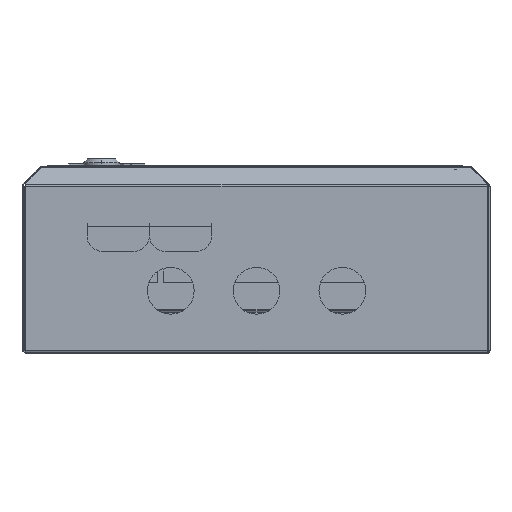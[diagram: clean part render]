
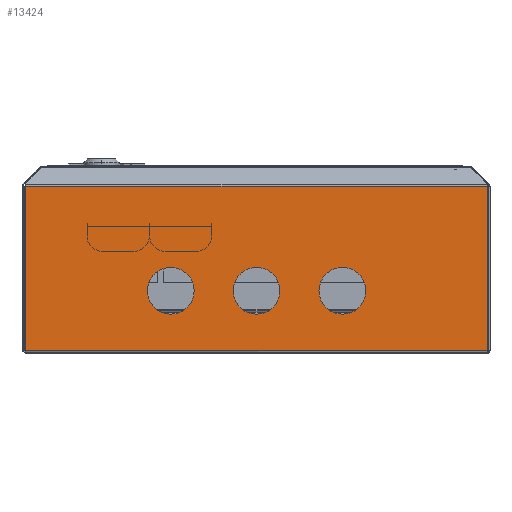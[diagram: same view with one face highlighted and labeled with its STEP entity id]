
A CAD part, front view. The second image highlights one B-rep face of the part: STEP entity #13424.
In plain terms, the highlighted planar face has unit normal (0, -1, 0).
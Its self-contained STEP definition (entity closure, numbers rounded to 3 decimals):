
#809 = ORIENTED_EDGE ( 'NONE', *, *, #7022, .F. ) ;
#1143 = DIRECTION ( 'NONE',  ( 0., 0., -1. ) ) ;
#1967 = CARTESIAN_POINT ( 'NONE',  ( -94.65, 0., 38.3 ) ) ;
#1990 = VECTOR ( 'NONE', #30694, 1000. ) ;
#2123 = CARTESIAN_POINT ( 'NONE',  ( 0., 0., 105.4 ) ) ;
#2151 = CARTESIAN_POINT ( 'NONE',  ( -164.65, 0., 38.3 ) ) ;
#2256 = CARTESIAN_POINT ( 'NONE',  ( -149.65, 0., 38.3 ) ) ;
#2532 = EDGE_CURVE ( 'NONE', #19795, #7856, #10838, .T. ) ;
#2684 = EDGE_CURVE ( 'NONE', #25654, #16516, #28824, .T. ) ;
#3194 = FACE_BOUND ( 'NONE', #12399, .T. ) ;
#3293 = CIRCLE ( 'NONE', #33200, 15. ) ;
#4264 = DIRECTION ( 'NONE',  ( 0., -1., 0. ) ) ;
#4937 = DIRECTION ( 'NONE',  ( 1., 0., 0. ) ) ;
#5067 = EDGE_CURVE ( 'NONE', #31278, #9463, #17664, .T. ) ;
#5248 = DIRECTION ( 'NONE',  ( 1., 0., 0. ) ) ;
#5304 = EDGE_CURVE ( 'NONE', #19795, #31278, #17185, .T. ) ;
#5386 = VERTEX_POINT ( 'NONE', #37833 ) ;
#5877 = EDGE_CURVE ( 'NONE', #24064, #15953, #22201, .T. ) ;
#6489 = ORIENTED_EDGE ( 'NONE', *, *, #2532, .F. ) ;
#6575 = ORIENTED_EDGE ( 'NONE', *, *, #5877, .F. ) ;
#6753 = CARTESIAN_POINT ( 'NONE',  ( -149.65, 0., 38.3 ) ) ;
#6788 = CARTESIAN_POINT ( 'NONE',  ( -297.6, 0., 105.4 ) ) ;
#7022 = EDGE_CURVE ( 'NONE', #15953, #24064, #34020, .T. ) ;
#7181 = CARTESIAN_POINT ( 'NONE',  ( -297.6, 0., 105.4 ) ) ;
#7856 = VERTEX_POINT ( 'NONE', #29216 ) ;
#8036 = DIRECTION ( 'NONE',  ( 0., -1., 0. ) ) ;
#8198 = CIRCLE ( 'NONE', #28877, 15. ) ;
#8458 = VECTOR ( 'NONE', #34499, 1000. ) ;
#8852 = EDGE_CURVE ( 'NONE', #27366, #5386, #8198, .T. ) ;
#8922 = ORIENTED_EDGE ( 'NONE', *, *, #35961, .F. ) ;
#9463 = VERTEX_POINT ( 'NONE', #10150 ) ;
#9685 = DIRECTION ( 'NONE',  ( 1., 0., 0. ) ) ;
#9958 = CARTESIAN_POINT ( 'NONE',  ( -204.65, 0., 38.3 ) ) ;
#10046 = VECTOR ( 'NONE', #25405, 1000. ) ;
#10085 = FACE_BOUND ( 'NONE', #37014, .T. ) ;
#10150 = CARTESIAN_POINT ( 'NONE',  ( -297.6, 0., 0. ) ) ;
#10838 = LINE ( 'NONE', #18777, #26565 ) ;
#10983 = FACE_OUTER_BOUND ( 'NONE', #32310, .T. ) ;
#12256 = CARTESIAN_POINT ( 'NONE',  ( -109.65, 0., 38.3 ) ) ;
#12399 = EDGE_LOOP ( 'NONE', ( #36424, #17367 ) ) ;
#12902 = DIRECTION ( 'NONE',  ( -1., 0., 0. ) ) ;
#13245 = AXIS2_PLACEMENT_3D ( 'NONE', #34777, #17213, #37723 ) ;
#13424 = ADVANCED_FACE ( 'NONE', ( #17959, #10085, #3194, #10983 ), #24748, .T. ) ;
#13569 = CARTESIAN_POINT ( 'NONE',  ( -1.7, 0., 105.4 ) ) ;
#13838 = CARTESIAN_POINT ( 'NONE',  ( -79.65, 0., 38.3 ) ) ;
#14237 = CARTESIAN_POINT ( 'NONE',  ( -219.65, 0., 38.3 ) ) ;
#15953 = VERTEX_POINT ( 'NONE', #14237 ) ;
#16516 = VERTEX_POINT ( 'NONE', #12256 ) ;
#17185 = LINE ( 'NONE', #2123, #8458 ) ;
#17213 = DIRECTION ( 'NONE',  ( 0., -1., 0. ) ) ;
#17367 = ORIENTED_EDGE ( 'NONE', *, *, #8852, .F. ) ;
#17664 = LINE ( 'NONE', #7181, #1990 ) ;
#17959 = FACE_BOUND ( 'NONE', #36497, .T. ) ;
#18777 = CARTESIAN_POINT ( 'NONE',  ( -1.7, 0., 105.4 ) ) ;
#19795 = VERTEX_POINT ( 'NONE', #13569 ) ;
#21392 = AXIS2_PLACEMENT_3D ( 'NONE', #1967, #22563, #4937 ) ;
#22201 = CIRCLE ( 'NONE', #34772, 15. ) ;
#22563 = DIRECTION ( 'NONE',  ( 0., -1., 0. ) ) ;
#22592 = ORIENTED_EDGE ( 'NONE', *, *, #33617, .F. ) ;
#22862 = DIRECTION ( 'NONE',  ( 0., -1., 0. ) ) ;
#23608 = AXIS2_PLACEMENT_3D ( 'NONE', #30511, #4264, #24875 ) ;
#23647 = AXIS2_PLACEMENT_3D ( 'NONE', #9958, #30559, #12902 ) ;
#24064 = VERTEX_POINT ( 'NONE', #27213 ) ;
#24748 = PLANE ( 'NONE',  #23608 ) ;
#24875 = DIRECTION ( 'NONE',  ( 1., 0., 0. ) ) ;
#25405 = DIRECTION ( 'NONE',  ( -1., 0., 0. ) ) ;
#25482 = ORIENTED_EDGE ( 'NONE', *, *, #5304, .T. ) ;
#25641 = CARTESIAN_POINT ( 'NONE',  ( -204.65, 0., 38.3 ) ) ;
#25654 = VERTEX_POINT ( 'NONE', #13838 ) ;
#26565 = VECTOR ( 'NONE', #1143, 1000. ) ;
#27198 = ORIENTED_EDGE ( 'NONE', *, *, #2684, .F. ) ;
#27213 = CARTESIAN_POINT ( 'NONE',  ( -189.65, 0., 38.3 ) ) ;
#27338 = DIRECTION ( 'NONE',  ( 0., -1., 0. ) ) ;
#27366 = VERTEX_POINT ( 'NONE', #2151 ) ;
#28342 = CARTESIAN_POINT ( 'NONE',  ( 0., 0., 0. ) ) ;
#28590 = DIRECTION ( 'NONE',  ( -1., 0., 0. ) ) ;
#28824 = CIRCLE ( 'NONE', #13245, 15. ) ;
#28877 = AXIS2_PLACEMENT_3D ( 'NONE', #6753, #27338, #9685 ) ;
#29216 = CARTESIAN_POINT ( 'NONE',  ( -1.7, 0., 0. ) ) ;
#30511 = CARTESIAN_POINT ( 'NONE',  ( 0., 0., 105.4 ) ) ;
#30559 = DIRECTION ( 'NONE',  ( 0., -1., 0. ) ) ;
#30694 = DIRECTION ( 'NONE',  ( 0., 0., -1. ) ) ;
#31278 = VERTEX_POINT ( 'NONE', #6788 ) ;
#32310 = EDGE_LOOP ( 'NONE', ( #8922, #6489, #25482, #36036 ) ) ;
#33195 = EDGE_CURVE ( 'NONE', #5386, #27366, #3293, .T. ) ;
#33200 = AXIS2_PLACEMENT_3D ( 'NONE', #2256, #22862, #5248 ) ;
#33476 = LINE ( 'NONE', #28342, #10046 ) ;
#33617 = EDGE_CURVE ( 'NONE', #16516, #25654, #34517, .T. ) ;
#34020 = CIRCLE ( 'NONE', #23647, 15. ) ;
#34499 = DIRECTION ( 'NONE',  ( -1., 0., 0. ) ) ;
#34517 = CIRCLE ( 'NONE', #21392, 15. ) ;
#34772 = AXIS2_PLACEMENT_3D ( 'NONE', #25641, #8036, #28590 ) ;
#34777 = CARTESIAN_POINT ( 'NONE',  ( -94.65, 0., 38.3 ) ) ;
#35961 = EDGE_CURVE ( 'NONE', #7856, #9463, #33476, .T. ) ;
#36036 = ORIENTED_EDGE ( 'NONE', *, *, #5067, .T. ) ;
#36424 = ORIENTED_EDGE ( 'NONE', *, *, #33195, .F. ) ;
#36497 = EDGE_LOOP ( 'NONE', ( #6575, #809 ) ) ;
#37014 = EDGE_LOOP ( 'NONE', ( #27198, #22592 ) ) ;
#37723 = DIRECTION ( 'NONE',  ( 1., 0., 0. ) ) ;
#37833 = CARTESIAN_POINT ( 'NONE',  ( -134.65, 0., 38.3 ) ) ;
